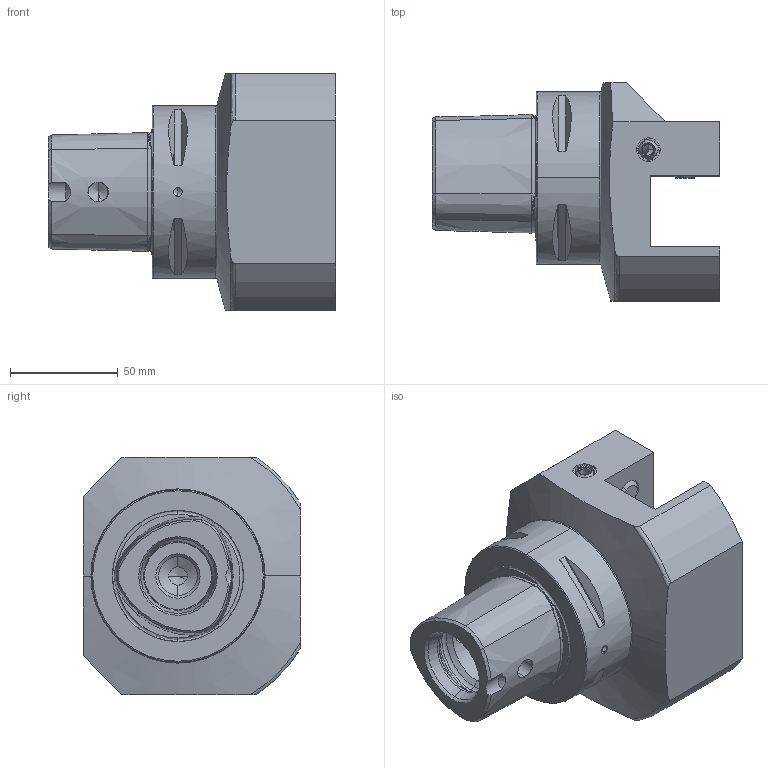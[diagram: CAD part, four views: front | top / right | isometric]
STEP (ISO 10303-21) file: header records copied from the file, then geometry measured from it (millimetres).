
FILE_DESCRIPTION (( 'STEP AP214' ), '1' );
FILE_NAME ('PS8.V32.N11.085.STEP', '2017-01-10T11:30:46', ( 'SWIAdmin' ), ( 'Hewlett-Packard Company' ), 'SwSTEP 2.0', 'SolidWorks 2015', '' );
FILE_SCHEMA (( 'AUTOMOTIVE_DESIGN' ));
Length unit declared in the file: millimetre
Products named in the file (7): PS8.V32.N11.085; PS8-V32.N11.085_A_Fertigbearbeitung; ISO 4026 - M12 x 25; KU1-U12.003.010_A; KU1-U12.002.010_A; DIN 3771 - 8x2; KU1-U12.002.010
Assembly tree (9 placements, depth 3):
  PS8.V32.N11.085
    PS8-V32.N11.085_A_Fertigbearbeitung
    ISO 4026 - M12 x 25  x3
    KU1-U12.002.010  x2
      KU1-U12.003.010_A
      KU1-U12.002.010_A
      DIN 3771 - 8x2
Bounding box: 133 x 101 x 110 mm (x, y, z)
Volume: 604923 mm3; surface area: 74146.6 mm2
Topology: 10 solids, 10 shells, 325 faces, 818 edges, 499 vertices
Faces by surface type: cone 107, plane 94, cylinder 70, torus 46, sphere 8
Entity records: 8491 total; most frequent: CARTESIAN_POINT 2285, DIRECTION 1271, ORIENTED_EDGE 1192, EDGE_CURVE 596, AXIS2_PLACEMENT_3D 527, VERTEX_POINT 365, CIRCLE 271, EDGE_LOOP 263
